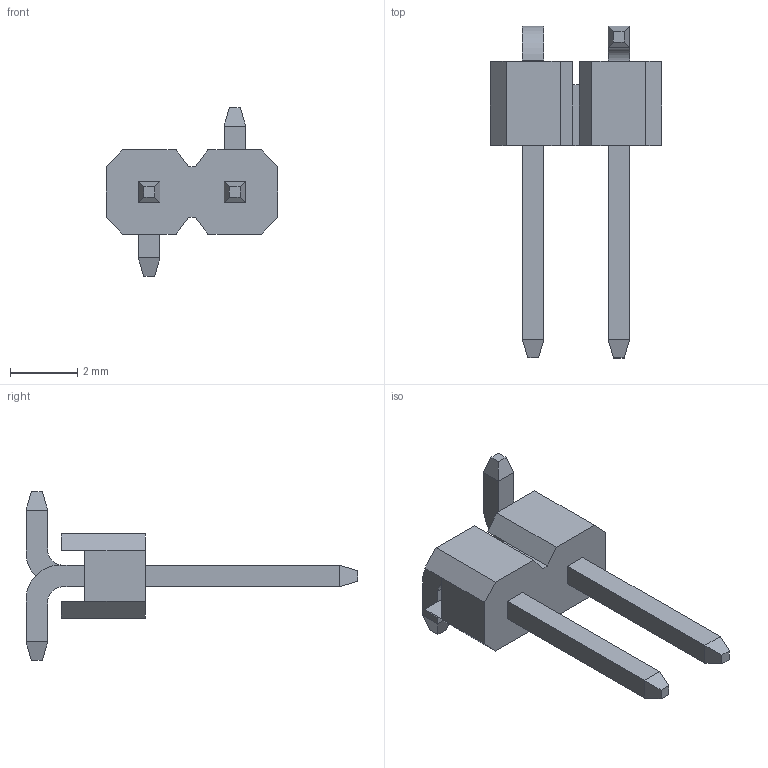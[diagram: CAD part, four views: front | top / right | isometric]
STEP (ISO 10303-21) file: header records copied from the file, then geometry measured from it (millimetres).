
FILE_DESCRIPTION(('STEP AP214'),'1');
FILE_NAME('pin_header_a-sl254-eg-g02mp1.stp','2020-03-13T21:53:15',('TraceParts'),('TraceParts S.A.'),'Spatial InterOp 3D',' ',' ');
FILE_SCHEMA(('AUTOMOTIVE_DESIGN { 1 0 10303 214 1 1 1 1 }'));
Length unit declared in the file: millimetre
Products named in the file (1): pin_header_a-sl254-eg-g02mp1
Bounding box: 5.08 x 9.84 x 5 mm (x, y, z)
Volume: 31.6 mm3; surface area: 113.8 mm2
Topology: 1 solids, 1 shells, 72 faces, 174 edges, 108 vertices
Faces by surface type: plane 66, cylinder 6
Entity records: 2630 total; most frequent: CARTESIAN_POINT 355, ORIENTED_EDGE 348, DIRECTION 332, EDGE_CURVE 174, LINE 162, VECTOR 162, VERTEX_POINT 108, AXIS2_PLACEMENT_3D 85
